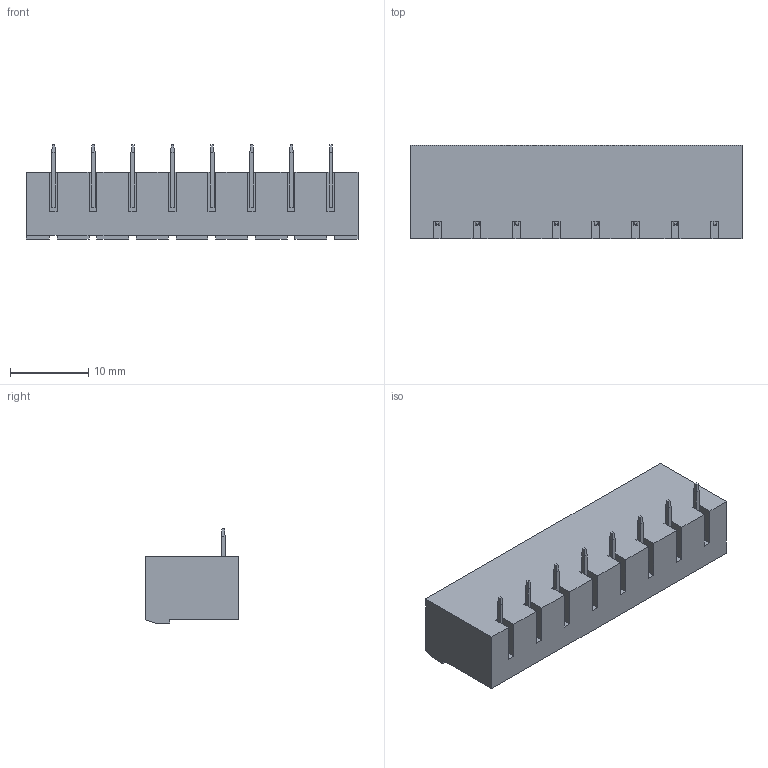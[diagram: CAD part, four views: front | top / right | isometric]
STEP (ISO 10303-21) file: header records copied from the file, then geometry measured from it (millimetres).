
FILE_DESCRIPTION (( 'STEP AP214' ), '1' );
FILE_NAME ('1757307.STEP', '2022-01-12T06:34:49', ( '' ), ( '' ), 'SwSTEP 2.0', 'SolidWorks 2018', '' );
FILE_SCHEMA (( 'AUTOMOTIVE_DESIGN' ));
Length unit declared in the file: millimetre
Products named in the file (1): 1757307
Bounding box: 42.56 x 12 x 12.1 mm (x, y, z)
Volume: 2130.4 mm3; surface area: 3315.9 mm2
Topology: 17 solids, 17 shells, 467 faces, 1147 edges, 706 vertices
Faces by surface type: plane 353, bspline 34, cone 32, cylinder 32, sphere 16
Entity records: 15307 total; most frequent: CARTESIAN_POINT 2763, ORIENTED_EDGE 2230, DIRECTION 2043, EDGE_CURVE 1115, VECTOR 887, LINE 887, VERTEX_POINT 690, AXIS2_PLACEMENT_3D 578
